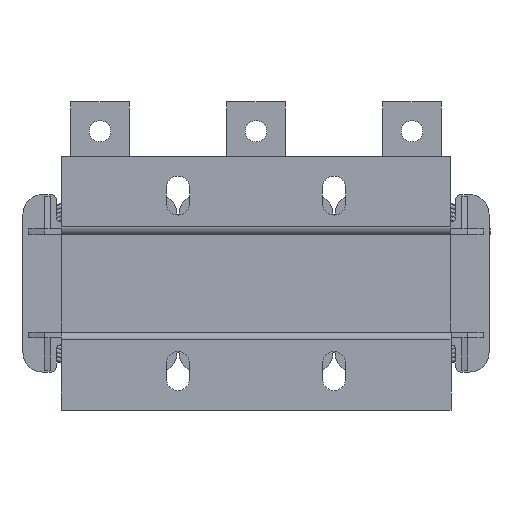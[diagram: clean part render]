
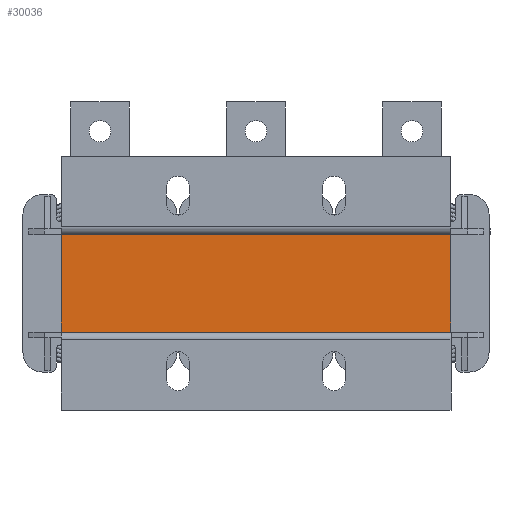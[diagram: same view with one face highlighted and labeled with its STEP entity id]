
A CAD part, front view. The second image highlights one B-rep face of the part: STEP entity #30036.
In plain terms, the highlighted planar face has unit normal (0, -1, 0).
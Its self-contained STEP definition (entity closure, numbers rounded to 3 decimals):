
#2434 = ORIENTED_EDGE ( 'NONE', *, *, #9044, .F. ) ;
#2741 = CARTESIAN_POINT ( 'NONE',  ( 0., 0., 50. ) ) ;
#2869 = EDGE_CURVE ( 'NONE', #13062, #5216, #17942, .T. ) ;
#3452 = DIRECTION ( 'NONE',  ( 1., 0., 0. ) ) ;
#5216 = VERTEX_POINT ( 'NONE', #21910 ) ;
#5527 = EDGE_CURVE ( 'NONE', #11479, #13062, #21016, .T. ) ;
#5588 = CARTESIAN_POINT ( 'NONE',  ( 0., 0., 0. ) ) ;
#6270 = DIRECTION ( 'NONE',  ( 0., 0., 1. ) ) ;
#6807 = LINE ( 'NONE', #7667, #22641 ) ;
#7667 = CARTESIAN_POINT ( 'NONE',  ( 200., 0., 50. ) ) ;
#8847 = CARTESIAN_POINT ( 'NONE',  ( 0., 0., 50. ) ) ;
#9044 = EDGE_CURVE ( 'NONE', #11479, #23772, #12870, .T. ) ;
#9903 = VECTOR ( 'NONE', #16654, 1000. ) ;
#11479 = VERTEX_POINT ( 'NONE', #14943 ) ;
#12131 = CARTESIAN_POINT ( 'NONE',  ( 0., 0., 50. ) ) ;
#12456 = EDGE_LOOP ( 'NONE', ( #15379, #17240, #2434, #19293 ) ) ;
#12870 = LINE ( 'NONE', #12131, #9903 ) ;
#12875 = AXIS2_PLACEMENT_3D ( 'NONE', #8847, #25416, #6270 ) ;
#13062 = VERTEX_POINT ( 'NONE', #5588 ) ;
#13135 = FACE_OUTER_BOUND ( 'NONE', #12456, .T. ) ;
#14568 = DIRECTION ( 'NONE',  ( 0., 0., -1. ) ) ;
#14943 = CARTESIAN_POINT ( 'NONE',  ( 0., 0., 50. ) ) ;
#15379 = ORIENTED_EDGE ( 'NONE', *, *, #2869, .T. ) ;
#16067 = VECTOR ( 'NONE', #3452, 1000. ) ;
#16245 = EDGE_CURVE ( 'NONE', #23772, #5216, #6807, .T. ) ;
#16654 = DIRECTION ( 'NONE',  ( 1., 0., 0. ) ) ;
#17240 = ORIENTED_EDGE ( 'NONE', *, *, #16245, .F. ) ;
#17942 = LINE ( 'NONE', #19836, #16067 ) ;
#18023 = PLANE ( 'NONE',  #12875 ) ;
#18086 = CARTESIAN_POINT ( 'NONE',  ( 200., 0., 50. ) ) ;
#19293 = ORIENTED_EDGE ( 'NONE', *, *, #5527, .T. ) ;
#19836 = CARTESIAN_POINT ( 'NONE',  ( 0., 0., 0. ) ) ;
#21016 = LINE ( 'NONE', #2741, #22102 ) ;
#21910 = CARTESIAN_POINT ( 'NONE',  ( 200., 0., 0. ) ) ;
#22102 = VECTOR ( 'NONE', #14568, 1000. ) ;
#22641 = VECTOR ( 'NONE', #26806, 1000. ) ;
#23772 = VERTEX_POINT ( 'NONE', #18086 ) ;
#25416 = DIRECTION ( 'NONE',  ( 0., 1., 0. ) ) ;
#26806 = DIRECTION ( 'NONE',  ( 0., 0., -1. ) ) ;
#30036 = ADVANCED_FACE ( 'NONE', ( #13135 ), #18023, .F. ) ;
